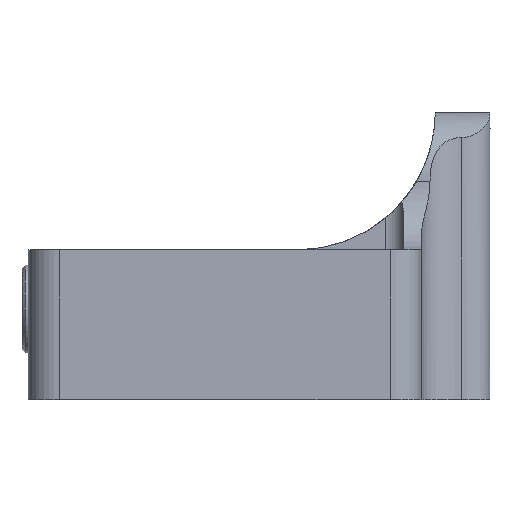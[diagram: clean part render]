
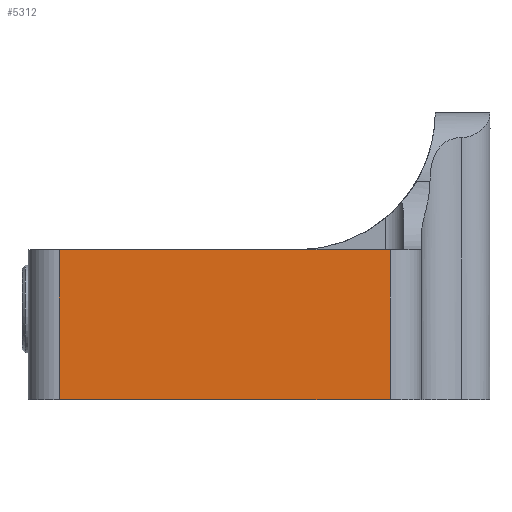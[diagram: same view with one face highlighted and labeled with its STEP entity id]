
A CAD part, left-side view. The second image highlights one B-rep face of the part: STEP entity #5312.
In plain terms, the highlighted planar face has unit normal (-1, 0, 0).
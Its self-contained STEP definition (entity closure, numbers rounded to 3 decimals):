
#2788 = VERTEX_POINT('',#2789);
#2789 = CARTESIAN_POINT('',(-40.,69.,-14.5));
#2796 = EDGE_CURVE('',#2797,#2788,#2799,.T.);
#2797 = VERTEX_POINT('',#2798);
#2798 = CARTESIAN_POINT('',(-40.,122.,-14.5));
#2799 = LINE('',#2800,#2801);
#2800 = CARTESIAN_POINT('',(-40.,122.,-14.5));
#2801 = VECTOR('',#2802,1.);
#2802 = DIRECTION('',(0.,-1.,0.));
#3041 = VERTEX_POINT('',#3042);
#3042 = CARTESIAN_POINT('',(-40.,122.,9.5));
#3049 = EDGE_CURVE('',#3050,#3041,#3052,.T.);
#3050 = VERTEX_POINT('',#3051);
#3051 = CARTESIAN_POINT('',(-40.,69.,9.5));
#3052 = LINE('',#3053,#3054);
#3053 = CARTESIAN_POINT('',(-40.,53.,9.5));
#3054 = VECTOR('',#3055,1.);
#3055 = DIRECTION('',(0.,1.,0.));
#5300 = EDGE_CURVE('',#2788,#3050,#5301,.T.);
#5301 = LINE('',#5302,#5303);
#5302 = CARTESIAN_POINT('',(-40.,69.,-14.5));
#5303 = VECTOR('',#5304,1.);
#5304 = DIRECTION('',(0.,0.,1.));
#5312 = ADVANCED_FACE('',(#5313),#5324,.F.);
#5313 = FACE_BOUND('',#5314,.F.);
#5314 = EDGE_LOOP('',(#5315,#5316,#5322,#5323));
#5315 = ORIENTED_EDGE('',*,*,#2796,.F.);
#5316 = ORIENTED_EDGE('',*,*,#5317,.T.);
#5317 = EDGE_CURVE('',#2797,#3041,#5318,.T.);
#5318 = LINE('',#5319,#5320);
#5319 = CARTESIAN_POINT('',(-40.,122.,-14.5));
#5320 = VECTOR('',#5321,1.);
#5321 = DIRECTION('',(0.,0.,1.));
#5322 = ORIENTED_EDGE('',*,*,#3049,.F.);
#5323 = ORIENTED_EDGE('',*,*,#5300,.F.);
#5324 = PLANE('',#5325);
#5325 = AXIS2_PLACEMENT_3D('',#5326,#5327,#5328);
#5326 = CARTESIAN_POINT('',(-40.,122.,-14.5));
#5327 = DIRECTION('',(1.,0.,0.));
#5328 = DIRECTION('',(0.,-1.,0.));
